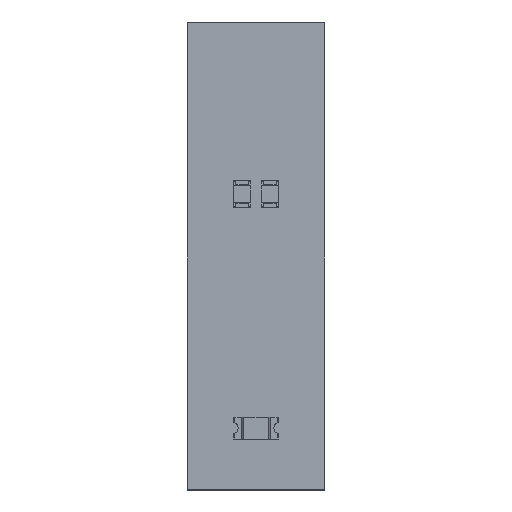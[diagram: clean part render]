
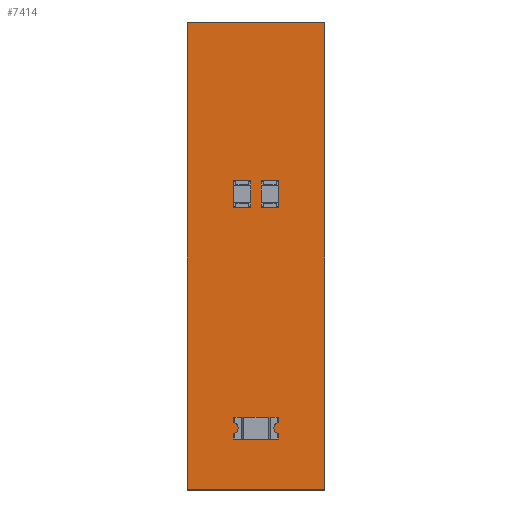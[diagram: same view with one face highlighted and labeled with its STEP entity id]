
A CAD part, top view. The second image highlights one B-rep face of the part: STEP entity #7414.
In plain terms, the highlighted planar face has unit normal (0, 0, 1).
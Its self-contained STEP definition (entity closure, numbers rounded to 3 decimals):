
#6792 = VERTEX_POINT('',#6793);
#6793 = CARTESIAN_POINT('',(114.,-93.,0.1));
#6800 = PLANE('',#6801);
#6801 = AXIS2_PLACEMENT_3D('',#6802,#6803,#6804);
#6802 = CARTESIAN_POINT('',(114.,-93.,0.));
#6803 = DIRECTION('',(0.,-1.,0.));
#6804 = DIRECTION('',(-1.,0.,0.));
#6812 = PLANE('',#6813);
#6813 = AXIS2_PLACEMENT_3D('',#6814,#6815,#6816);
#6814 = CARTESIAN_POINT('',(114.,-84.,0.));
#6815 = DIRECTION('',(1.,0.,-0.));
#6816 = DIRECTION('',(0.,-1.,0.));
#6824 = EDGE_CURVE('',#6792,#6825,#6827,.T.);
#6825 = VERTEX_POINT('',#6826);
#6826 = CARTESIAN_POINT('',(104.,-93.,0.1));
#6827 = SURFACE_CURVE('',#6828,(#6832,#6839),.PCURVE_S1.);
#6828 = LINE('',#6829,#6830);
#6829 = CARTESIAN_POINT('',(114.,-93.,0.1));
#6830 = VECTOR('',#6831,1.);
#6831 = DIRECTION('',(-1.,0.,0.));
#6832 = PCURVE('',#6800,#6833);
#6833 = DEFINITIONAL_REPRESENTATION('',(#6834),#6838);
#6834 = LINE('',#6835,#6836);
#6835 = CARTESIAN_POINT('',(0.,-0.1));
#6836 = VECTOR('',#6837,1.);
#6837 = DIRECTION('',(1.,0.));
#6838 = ( GEOMETRIC_REPRESENTATION_CONTEXT(2) 
PARAMETRIC_REPRESENTATION_CONTEXT() REPRESENTATION_CONTEXT('2D SPACE',''
  ) );
#6839 = PCURVE('',#6840,#6845);
#6840 = PLANE('',#6841);
#6841 = AXIS2_PLACEMENT_3D('',#6842,#6843,#6844);
#6842 = CARTESIAN_POINT('',(109.,-76.,0.1));
#6843 = DIRECTION('',(-0.,-0.,-1.));
#6844 = DIRECTION('',(-1.,0.,0.));
#6845 = DEFINITIONAL_REPRESENTATION('',(#6846),#6850);
#6846 = LINE('',#6847,#6848);
#6847 = CARTESIAN_POINT('',(-5.,-17.));
#6848 = VECTOR('',#6849,1.);
#6849 = DIRECTION('',(1.,0.));
#6850 = ( GEOMETRIC_REPRESENTATION_CONTEXT(2) 
PARAMETRIC_REPRESENTATION_CONTEXT() REPRESENTATION_CONTEXT('2D SPACE',''
  ) );
#6868 = PLANE('',#6869);
#6869 = AXIS2_PLACEMENT_3D('',#6870,#6871,#6872);
#6870 = CARTESIAN_POINT('',(104.,-93.,0.));
#6871 = DIRECTION('',(-1.,0.,0.));
#6872 = DIRECTION('',(0.,1.,0.));
#6910 = EDGE_CURVE('',#6825,#6911,#6913,.T.);
#6911 = VERTEX_POINT('',#6912);
#6912 = CARTESIAN_POINT('',(104.,-84.,0.1));
#6913 = SURFACE_CURVE('',#6914,(#6918,#6925),.PCURVE_S1.);
#6914 = LINE('',#6915,#6916);
#6915 = CARTESIAN_POINT('',(104.,-93.,0.1));
#6916 = VECTOR('',#6917,1.);
#6917 = DIRECTION('',(0.,1.,0.));
#6918 = PCURVE('',#6868,#6919);
#6919 = DEFINITIONAL_REPRESENTATION('',(#6920),#6924);
#6920 = LINE('',#6921,#6922);
#6921 = CARTESIAN_POINT('',(0.,-0.1));
#6922 = VECTOR('',#6923,1.);
#6923 = DIRECTION('',(1.,0.));
#6924 = ( GEOMETRIC_REPRESENTATION_CONTEXT(2) 
PARAMETRIC_REPRESENTATION_CONTEXT() REPRESENTATION_CONTEXT('2D SPACE',''
  ) );
#6925 = PCURVE('',#6840,#6926);
#6926 = DEFINITIONAL_REPRESENTATION('',(#6927),#6931);
#6927 = LINE('',#6928,#6929);
#6928 = CARTESIAN_POINT('',(5.,-17.));
#6929 = VECTOR('',#6930,1.);
#6930 = DIRECTION('',(0.,1.));
#6931 = ( GEOMETRIC_REPRESENTATION_CONTEXT(2) 
PARAMETRIC_REPRESENTATION_CONTEXT() REPRESENTATION_CONTEXT('2D SPACE',''
  ) );
#6949 = PLANE('',#6950);
#6950 = AXIS2_PLACEMENT_3D('',#6951,#6952,#6953);
#6951 = CARTESIAN_POINT('',(104.,-84.,0.));
#6952 = DIRECTION('',(-1.,0.,0.));
#6953 = DIRECTION('',(0.,1.,0.));
#6986 = EDGE_CURVE('',#6911,#6987,#6989,.T.);
#6987 = VERTEX_POINT('',#6988);
#6988 = CARTESIAN_POINT('',(104.,-76.,0.1));
#6989 = SURFACE_CURVE('',#6990,(#6994,#7001),.PCURVE_S1.);
#6990 = LINE('',#6991,#6992);
#6991 = CARTESIAN_POINT('',(104.,-84.,0.1));
#6992 = VECTOR('',#6993,1.);
#6993 = DIRECTION('',(0.,1.,0.));
#6994 = PCURVE('',#6949,#6995);
#6995 = DEFINITIONAL_REPRESENTATION('',(#6996),#7000);
#6996 = LINE('',#6997,#6998);
#6997 = CARTESIAN_POINT('',(0.,-0.1));
#6998 = VECTOR('',#6999,1.);
#6999 = DIRECTION('',(1.,0.));
#7000 = ( GEOMETRIC_REPRESENTATION_CONTEXT(2) 
PARAMETRIC_REPRESENTATION_CONTEXT() REPRESENTATION_CONTEXT('2D SPACE',''
  ) );
#7001 = PCURVE('',#6840,#7002);
#7002 = DEFINITIONAL_REPRESENTATION('',(#7003),#7007);
#7003 = LINE('',#7004,#7005);
#7004 = CARTESIAN_POINT('',(5.,-8.));
#7005 = VECTOR('',#7006,1.);
#7006 = DIRECTION('',(0.,1.));
#7007 = ( GEOMETRIC_REPRESENTATION_CONTEXT(2) 
PARAMETRIC_REPRESENTATION_CONTEXT() REPRESENTATION_CONTEXT('2D SPACE',''
  ) );
#7025 = PLANE('',#7026);
#7026 = AXIS2_PLACEMENT_3D('',#7027,#7028,#7029);
#7027 = CARTESIAN_POINT('',(104.,-76.,0.));
#7028 = DIRECTION('',(-1.,0.,0.));
#7029 = DIRECTION('',(0.,1.,0.));
#7062 = EDGE_CURVE('',#6987,#7063,#7065,.T.);
#7063 = VERTEX_POINT('',#7064);
#7064 = CARTESIAN_POINT('',(104.,-59.,0.1));
#7065 = SURFACE_CURVE('',#7066,(#7070,#7077),.PCURVE_S1.);
#7066 = LINE('',#7067,#7068);
#7067 = CARTESIAN_POINT('',(104.,-76.,0.1));
#7068 = VECTOR('',#7069,1.);
#7069 = DIRECTION('',(0.,1.,0.));
#7070 = PCURVE('',#7025,#7071);
#7071 = DEFINITIONAL_REPRESENTATION('',(#7072),#7076);
#7072 = LINE('',#7073,#7074);
#7073 = CARTESIAN_POINT('',(0.,-0.1));
#7074 = VECTOR('',#7075,1.);
#7075 = DIRECTION('',(1.,0.));
#7076 = ( GEOMETRIC_REPRESENTATION_CONTEXT(2) 
PARAMETRIC_REPRESENTATION_CONTEXT() REPRESENTATION_CONTEXT('2D SPACE',''
  ) );
#7077 = PCURVE('',#6840,#7078);
#7078 = DEFINITIONAL_REPRESENTATION('',(#7079),#7083);
#7079 = LINE('',#7080,#7081);
#7080 = CARTESIAN_POINT('',(5.,0.));
#7081 = VECTOR('',#7082,1.);
#7082 = DIRECTION('',(0.,1.));
#7083 = ( GEOMETRIC_REPRESENTATION_CONTEXT(2) 
PARAMETRIC_REPRESENTATION_CONTEXT() REPRESENTATION_CONTEXT('2D SPACE',''
  ) );
#7101 = PLANE('',#7102);
#7102 = AXIS2_PLACEMENT_3D('',#7103,#7104,#7105);
#7103 = CARTESIAN_POINT('',(104.,-59.,0.));
#7104 = DIRECTION('',(0.,1.,0.));
#7105 = DIRECTION('',(1.,0.,0.));
#7138 = EDGE_CURVE('',#7063,#7139,#7141,.T.);
#7139 = VERTEX_POINT('',#7140);
#7140 = CARTESIAN_POINT('',(114.,-59.,0.1));
#7141 = SURFACE_CURVE('',#7142,(#7146,#7153),.PCURVE_S1.);
#7142 = LINE('',#7143,#7144);
#7143 = CARTESIAN_POINT('',(104.,-59.,0.1));
#7144 = VECTOR('',#7145,1.);
#7145 = DIRECTION('',(1.,0.,0.));
#7146 = PCURVE('',#7101,#7147);
#7147 = DEFINITIONAL_REPRESENTATION('',(#7148),#7152);
#7148 = LINE('',#7149,#7150);
#7149 = CARTESIAN_POINT('',(0.,-0.1));
#7150 = VECTOR('',#7151,1.);
#7151 = DIRECTION('',(1.,0.));
#7152 = ( GEOMETRIC_REPRESENTATION_CONTEXT(2) 
PARAMETRIC_REPRESENTATION_CONTEXT() REPRESENTATION_CONTEXT('2D SPACE',''
  ) );
#7153 = PCURVE('',#6840,#7154);
#7154 = DEFINITIONAL_REPRESENTATION('',(#7155),#7159);
#7155 = LINE('',#7156,#7157);
#7156 = CARTESIAN_POINT('',(5.,17.));
#7157 = VECTOR('',#7158,1.);
#7158 = DIRECTION('',(-1.,0.));
#7159 = ( GEOMETRIC_REPRESENTATION_CONTEXT(2) 
PARAMETRIC_REPRESENTATION_CONTEXT() REPRESENTATION_CONTEXT('2D SPACE',''
  ) );
#7177 = PLANE('',#7178);
#7178 = AXIS2_PLACEMENT_3D('',#7179,#7180,#7181);
#7179 = CARTESIAN_POINT('',(114.,-59.,0.));
#7180 = DIRECTION('',(1.,0.,-0.));
#7181 = DIRECTION('',(0.,-1.,0.));
#7214 = EDGE_CURVE('',#7139,#7215,#7217,.T.);
#7215 = VERTEX_POINT('',#7216);
#7216 = CARTESIAN_POINT('',(114.,-76.,0.1));
#7217 = SURFACE_CURVE('',#7218,(#7222,#7229),.PCURVE_S1.);
#7218 = LINE('',#7219,#7220);
#7219 = CARTESIAN_POINT('',(114.,-59.,0.1));
#7220 = VECTOR('',#7221,1.);
#7221 = DIRECTION('',(0.,-1.,0.));
#7222 = PCURVE('',#7177,#7223);
#7223 = DEFINITIONAL_REPRESENTATION('',(#7224),#7228);
#7224 = LINE('',#7225,#7226);
#7225 = CARTESIAN_POINT('',(0.,-0.1));
#7226 = VECTOR('',#7227,1.);
#7227 = DIRECTION('',(1.,0.));
#7228 = ( GEOMETRIC_REPRESENTATION_CONTEXT(2) 
PARAMETRIC_REPRESENTATION_CONTEXT() REPRESENTATION_CONTEXT('2D SPACE',''
  ) );
#7229 = PCURVE('',#6840,#7230);
#7230 = DEFINITIONAL_REPRESENTATION('',(#7231),#7235);
#7231 = LINE('',#7232,#7233);
#7232 = CARTESIAN_POINT('',(-5.,17.));
#7233 = VECTOR('',#7234,1.);
#7234 = DIRECTION('',(0.,-1.));
#7235 = ( GEOMETRIC_REPRESENTATION_CONTEXT(2) 
PARAMETRIC_REPRESENTATION_CONTEXT() REPRESENTATION_CONTEXT('2D SPACE',''
  ) );
#7253 = PLANE('',#7254);
#7254 = AXIS2_PLACEMENT_3D('',#7255,#7256,#7257);
#7255 = CARTESIAN_POINT('',(114.,-76.,0.));
#7256 = DIRECTION('',(1.,0.,-0.));
#7257 = DIRECTION('',(0.,-1.,0.));
#7290 = EDGE_CURVE('',#7215,#7291,#7293,.T.);
#7291 = VERTEX_POINT('',#7292);
#7292 = CARTESIAN_POINT('',(114.,-84.,0.1));
#7293 = SURFACE_CURVE('',#7294,(#7298,#7305),.PCURVE_S1.);
#7294 = LINE('',#7295,#7296);
#7295 = CARTESIAN_POINT('',(114.,-76.,0.1));
#7296 = VECTOR('',#7297,1.);
#7297 = DIRECTION('',(0.,-1.,0.));
#7298 = PCURVE('',#7253,#7299);
#7299 = DEFINITIONAL_REPRESENTATION('',(#7300),#7304);
#7300 = LINE('',#7301,#7302);
#7301 = CARTESIAN_POINT('',(0.,-0.1));
#7302 = VECTOR('',#7303,1.);
#7303 = DIRECTION('',(1.,0.));
#7304 = ( GEOMETRIC_REPRESENTATION_CONTEXT(2) 
PARAMETRIC_REPRESENTATION_CONTEXT() REPRESENTATION_CONTEXT('2D SPACE',''
  ) );
#7305 = PCURVE('',#6840,#7306);
#7306 = DEFINITIONAL_REPRESENTATION('',(#7307),#7311);
#7307 = LINE('',#7308,#7309);
#7308 = CARTESIAN_POINT('',(-5.,0.));
#7309 = VECTOR('',#7310,1.);
#7310 = DIRECTION('',(0.,-1.));
#7311 = ( GEOMETRIC_REPRESENTATION_CONTEXT(2) 
PARAMETRIC_REPRESENTATION_CONTEXT() REPRESENTATION_CONTEXT('2D SPACE',''
  ) );
#7361 = EDGE_CURVE('',#7291,#6792,#7362,.T.);
#7362 = SURFACE_CURVE('',#7363,(#7367,#7374),.PCURVE_S1.);
#7363 = LINE('',#7364,#7365);
#7364 = CARTESIAN_POINT('',(114.,-84.,0.1));
#7365 = VECTOR('',#7366,1.);
#7366 = DIRECTION('',(0.,-1.,0.));
#7367 = PCURVE('',#6812,#7368);
#7368 = DEFINITIONAL_REPRESENTATION('',(#7369),#7373);
#7369 = LINE('',#7370,#7371);
#7370 = CARTESIAN_POINT('',(0.,-0.1));
#7371 = VECTOR('',#7372,1.);
#7372 = DIRECTION('',(1.,0.));
#7373 = ( GEOMETRIC_REPRESENTATION_CONTEXT(2) 
PARAMETRIC_REPRESENTATION_CONTEXT() REPRESENTATION_CONTEXT('2D SPACE',''
  ) );
#7374 = PCURVE('',#6840,#7375);
#7375 = DEFINITIONAL_REPRESENTATION('',(#7376),#7380);
#7376 = LINE('',#7377,#7378);
#7377 = CARTESIAN_POINT('',(-5.,-8.));
#7378 = VECTOR('',#7379,1.);
#7379 = DIRECTION('',(0.,-1.));
#7380 = ( GEOMETRIC_REPRESENTATION_CONTEXT(2) 
PARAMETRIC_REPRESENTATION_CONTEXT() REPRESENTATION_CONTEXT('2D SPACE',''
  ) );
#7414 = ADVANCED_FACE('',(#7415),#6840,.F.);
#7415 = FACE_BOUND('',#7416,.F.);
#7416 = EDGE_LOOP('',(#7417,#7418,#7419,#7420,#7421,#7422,#7423,#7424));
#7417 = ORIENTED_EDGE('',*,*,#6824,.T.);
#7418 = ORIENTED_EDGE('',*,*,#6910,.T.);
#7419 = ORIENTED_EDGE('',*,*,#6986,.T.);
#7420 = ORIENTED_EDGE('',*,*,#7062,.T.);
#7421 = ORIENTED_EDGE('',*,*,#7138,.T.);
#7422 = ORIENTED_EDGE('',*,*,#7214,.T.);
#7423 = ORIENTED_EDGE('',*,*,#7290,.T.);
#7424 = ORIENTED_EDGE('',*,*,#7361,.T.);
